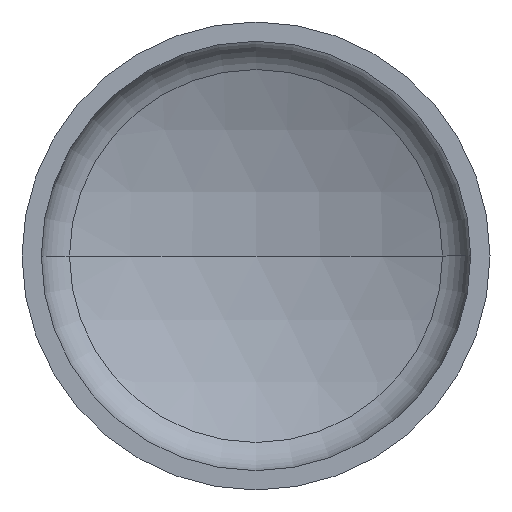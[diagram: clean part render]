
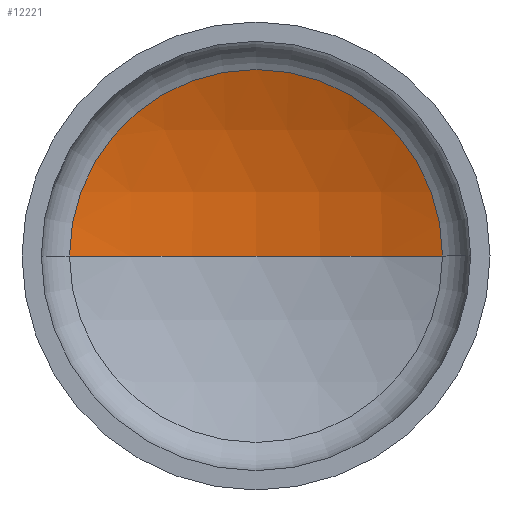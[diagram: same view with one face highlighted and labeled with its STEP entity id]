
A CAD part, front view. The second image highlights one B-rep face of the part: STEP entity #12221.
In plain terms, the highlighted spherical face has radius 48.3 mm.
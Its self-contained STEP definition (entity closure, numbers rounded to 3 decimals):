
#173 = AXIS2_PLACEMENT_3D ( 'NONE', #12208, #8614, #11016 ) ;
#365 = CARTESIAN_POINT ( 'NONE',  ( 0., -30.3, 0. ) ) ;
#1690 = VERTEX_POINT ( 'NONE', #5963 ) ;
#2199 = AXIS2_PLACEMENT_3D ( 'NONE', #5713, #14021, #10592 ) ;
#3052 = SPHERICAL_SURFACE ( 'NONE', #11369, 48.3 ) ;
#4517 = ORIENTED_EDGE ( 'NONE', *, *, #12198, .F. ) ;
#5008 = CARTESIAN_POINT ( 'NONE',  ( 19.244, 14.001, 0. ) ) ;
#5370 = DIRECTION ( 'NONE',  ( 0., 0., 1. ) ) ;
#5713 = CARTESIAN_POINT ( 'NONE',  ( 0., 14.001, 0. ) ) ;
#5963 = CARTESIAN_POINT ( 'NONE',  ( -19.244, 14.001, 0. ) ) ;
#6045 = ORIENTED_EDGE ( 'NONE', *, *, #10874, .T. ) ;
#6458 = DIRECTION ( 'NONE',  ( 0., 0., -1. ) ) ;
#6563 = DIRECTION ( 'NONE',  ( 1., 0., 0. ) ) ;
#6713 = VERTEX_POINT ( 'NONE', #10117 ) ;
#7381 = CIRCLE ( 'NONE', #173, 48.3 ) ;
#7444 = VERTEX_POINT ( 'NONE', #5008 ) ;
#8614 = DIRECTION ( 'NONE',  ( 0., 0., -1. ) ) ;
#8775 = DIRECTION ( 'NONE',  ( 1., 0., 0. ) ) ;
#8875 = CIRCLE ( 'NONE', #8968, 48.3 ) ;
#8968 = AXIS2_PLACEMENT_3D ( 'NONE', #12356, #5370, #6563 ) ;
#9509 = EDGE_CURVE ( 'NONE', #1690, #7444, #9834, .T. ) ;
#9834 = CIRCLE ( 'NONE', #2199, 19.244 ) ;
#10117 = CARTESIAN_POINT ( 'NONE',  ( 0., 18., 0. ) ) ;
#10592 = DIRECTION ( 'NONE',  ( -1., 0., 0. ) ) ;
#10874 = EDGE_CURVE ( 'NONE', #1690, #6713, #7381, .T. ) ;
#11016 = DIRECTION ( 'NONE',  ( -1., 0., 0. ) ) ;
#11369 = AXIS2_PLACEMENT_3D ( 'NONE', #365, #6458, #8775 ) ;
#12195 = FACE_OUTER_BOUND ( 'NONE', #13271, .T. ) ;
#12198 = EDGE_CURVE ( 'NONE', #7444, #6713, #8875, .T. ) ;
#12208 = CARTESIAN_POINT ( 'NONE',  ( 0., -30.3, 0. ) ) ;
#12221 = ADVANCED_FACE ( 'NONE', ( #12195 ), #3052, .F. ) ;
#12356 = CARTESIAN_POINT ( 'NONE',  ( 0., -30.3, 0. ) ) ;
#13271 = EDGE_LOOP ( 'NONE', ( #15360, #6045, #4517 ) ) ;
#14021 = DIRECTION ( 'NONE',  ( 0., 1., 0. ) ) ;
#15360 = ORIENTED_EDGE ( 'NONE', *, *, #9509, .F. ) ;
